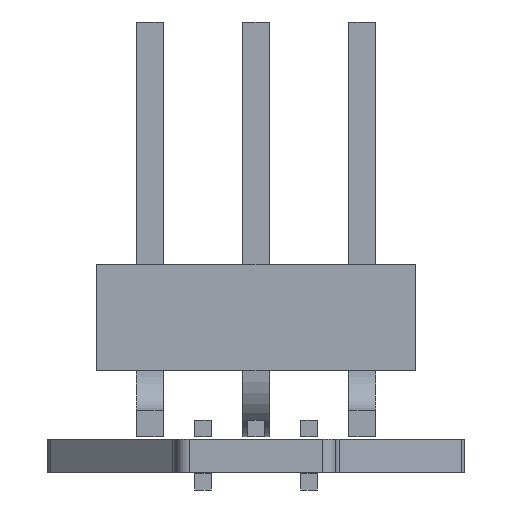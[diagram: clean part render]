
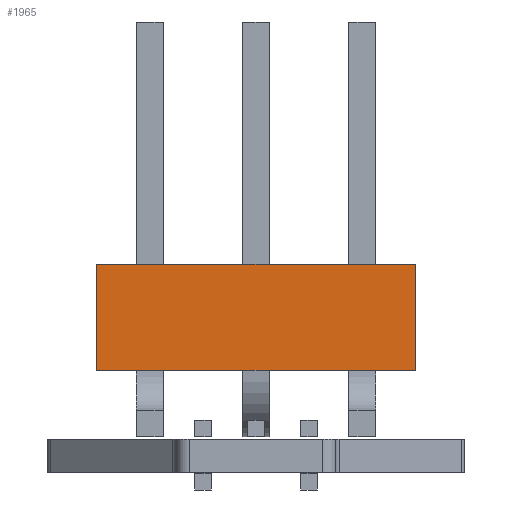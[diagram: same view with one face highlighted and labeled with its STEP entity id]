
A CAD part, front view. The second image highlights one B-rep face of the part: STEP entity #1965.
In plain terms, the highlighted planar face has unit normal (0, -1, 0).
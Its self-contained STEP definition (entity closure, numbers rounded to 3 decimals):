
#1749 = EDGE_CURVE('',#1750,#1752,#1754,.T.);
#1750 = VERTEX_POINT('',#1751);
#1751 = CARTESIAN_POINT('',(-3.81,-2.5,1.59));
#1752 = VERTEX_POINT('',#1753);
#1753 = CARTESIAN_POINT('',(-3.81,-2.5,4.13));
#1754 = SURFACE_CURVE('',#1755,(#1759,#1771),.PCURVE_S1.);
#1755 = LINE('',#1756,#1757);
#1756 = CARTESIAN_POINT('',(-3.81,-2.5,1.59));
#1757 = VECTOR('',#1758,1.);
#1758 = DIRECTION('',(0.,0.,1.));
#1759 = PCURVE('',#1760,#1765);
#1760 = PLANE('',#1761);
#1761 = AXIS2_PLACEMENT_3D('',#1762,#1763,#1764);
#1762 = CARTESIAN_POINT('',(-3.81,-2.5,1.59));
#1763 = DIRECTION('',(1.,0.,0.));
#1764 = DIRECTION('',(0.,0.,1.));
#1765 = DEFINITIONAL_REPRESENTATION('',(#1766),#1770);
#1766 = LINE('',#1767,#1768);
#1767 = CARTESIAN_POINT('',(0.,0.));
#1768 = VECTOR('',#1769,1.);
#1769 = DIRECTION('',(1.,0.));
#1770 = ( GEOMETRIC_REPRESENTATION_CONTEXT(2) 
PARAMETRIC_REPRESENTATION_CONTEXT() REPRESENTATION_CONTEXT('2D SPACE',''
  ) );
#1771 = PCURVE('',#1772,#1777);
#1772 = PLANE('',#1773);
#1773 = AXIS2_PLACEMENT_3D('',#1774,#1775,#1776);
#1774 = CARTESIAN_POINT('',(-3.81,-2.5,1.59));
#1775 = DIRECTION('',(0.,1.,0.));
#1776 = DIRECTION('',(0.,0.,1.));
#1777 = DEFINITIONAL_REPRESENTATION('',(#1778),#1782);
#1778 = LINE('',#1779,#1780);
#1779 = CARTESIAN_POINT('',(0.,0.));
#1780 = VECTOR('',#1781,1.);
#1781 = DIRECTION('',(1.,0.));
#1782 = ( GEOMETRIC_REPRESENTATION_CONTEXT(2) 
PARAMETRIC_REPRESENTATION_CONTEXT() REPRESENTATION_CONTEXT('2D SPACE',''
  ) );
#1800 = PLANE('',#1801);
#1801 = AXIS2_PLACEMENT_3D('',#1802,#1803,#1804);
#1802 = CARTESIAN_POINT('',(-3.81,-2.5,1.59));
#1803 = DIRECTION('',(0.,0.,1.));
#1804 = DIRECTION('',(1.,0.,0.));
#1854 = PLANE('',#1855);
#1855 = AXIS2_PLACEMENT_3D('',#1856,#1857,#1858);
#1856 = CARTESIAN_POINT('',(-3.81,-2.5,4.13));
#1857 = DIRECTION('',(0.,0.,1.));
#1858 = DIRECTION('',(1.,0.,0.));
#1869 = EDGE_CURVE('',#1870,#1872,#1874,.T.);
#1870 = VERTEX_POINT('',#1871);
#1871 = CARTESIAN_POINT('',(3.81,-2.5,1.59));
#1872 = VERTEX_POINT('',#1873);
#1873 = CARTESIAN_POINT('',(3.81,-2.5,4.13));
#1874 = SURFACE_CURVE('',#1875,(#1879,#1891),.PCURVE_S1.);
#1875 = LINE('',#1876,#1877);
#1876 = CARTESIAN_POINT('',(3.81,-2.5,1.59));
#1877 = VECTOR('',#1878,1.);
#1878 = DIRECTION('',(0.,0.,1.));
#1879 = PCURVE('',#1880,#1885);
#1880 = PLANE('',#1881);
#1881 = AXIS2_PLACEMENT_3D('',#1882,#1883,#1884);
#1882 = CARTESIAN_POINT('',(3.81,-2.5,1.59));
#1883 = DIRECTION('',(1.,0.,0.));
#1884 = DIRECTION('',(0.,0.,1.));
#1885 = DEFINITIONAL_REPRESENTATION('',(#1886),#1890);
#1886 = LINE('',#1887,#1888);
#1887 = CARTESIAN_POINT('',(0.,0.));
#1888 = VECTOR('',#1889,1.);
#1889 = DIRECTION('',(1.,0.));
#1890 = ( GEOMETRIC_REPRESENTATION_CONTEXT(2) 
PARAMETRIC_REPRESENTATION_CONTEXT() REPRESENTATION_CONTEXT('2D SPACE',''
  ) );
#1891 = PCURVE('',#1772,#1892);
#1892 = DEFINITIONAL_REPRESENTATION('',(#1893),#1897);
#1893 = LINE('',#1894,#1895);
#1894 = CARTESIAN_POINT('',(0.,7.62));
#1895 = VECTOR('',#1896,1.);
#1896 = DIRECTION('',(1.,0.));
#1897 = ( GEOMETRIC_REPRESENTATION_CONTEXT(2) 
PARAMETRIC_REPRESENTATION_CONTEXT() REPRESENTATION_CONTEXT('2D SPACE',''
  ) );
#1965 = ADVANCED_FACE('',(#1966),#1772,.F.);
#1966 = FACE_BOUND('',#1967,.F.);
#1967 = EDGE_LOOP('',(#1968,#1989,#1990,#2011));
#1968 = ORIENTED_EDGE('',*,*,#1969,.F.);
#1969 = EDGE_CURVE('',#1750,#1870,#1970,.T.);
#1970 = SURFACE_CURVE('',#1971,(#1975,#1982),.PCURVE_S1.);
#1971 = LINE('',#1972,#1973);
#1972 = CARTESIAN_POINT('',(-3.81,-2.5,1.59));
#1973 = VECTOR('',#1974,1.);
#1974 = DIRECTION('',(1.,0.,0.));
#1975 = PCURVE('',#1772,#1976);
#1976 = DEFINITIONAL_REPRESENTATION('',(#1977),#1981);
#1977 = LINE('',#1978,#1979);
#1978 = CARTESIAN_POINT('',(0.,0.));
#1979 = VECTOR('',#1980,1.);
#1980 = DIRECTION('',(0.,1.));
#1981 = ( GEOMETRIC_REPRESENTATION_CONTEXT(2) 
PARAMETRIC_REPRESENTATION_CONTEXT() REPRESENTATION_CONTEXT('2D SPACE',''
  ) );
#1982 = PCURVE('',#1800,#1983);
#1983 = DEFINITIONAL_REPRESENTATION('',(#1984),#1988);
#1984 = LINE('',#1985,#1986);
#1985 = CARTESIAN_POINT('',(0.,0.));
#1986 = VECTOR('',#1987,1.);
#1987 = DIRECTION('',(1.,0.));
#1988 = ( GEOMETRIC_REPRESENTATION_CONTEXT(2) 
PARAMETRIC_REPRESENTATION_CONTEXT() REPRESENTATION_CONTEXT('2D SPACE',''
  ) );
#1989 = ORIENTED_EDGE('',*,*,#1749,.T.);
#1990 = ORIENTED_EDGE('',*,*,#1991,.T.);
#1991 = EDGE_CURVE('',#1752,#1872,#1992,.T.);
#1992 = SURFACE_CURVE('',#1993,(#1997,#2004),.PCURVE_S1.);
#1993 = LINE('',#1994,#1995);
#1994 = CARTESIAN_POINT('',(-3.81,-2.5,4.13));
#1995 = VECTOR('',#1996,1.);
#1996 = DIRECTION('',(1.,0.,0.));
#1997 = PCURVE('',#1772,#1998);
#1998 = DEFINITIONAL_REPRESENTATION('',(#1999),#2003);
#1999 = LINE('',#2000,#2001);
#2000 = CARTESIAN_POINT('',(2.54,0.));
#2001 = VECTOR('',#2002,1.);
#2002 = DIRECTION('',(0.,1.));
#2003 = ( GEOMETRIC_REPRESENTATION_CONTEXT(2) 
PARAMETRIC_REPRESENTATION_CONTEXT() REPRESENTATION_CONTEXT('2D SPACE',''
  ) );
#2004 = PCURVE('',#1854,#2005);
#2005 = DEFINITIONAL_REPRESENTATION('',(#2006),#2010);
#2006 = LINE('',#2007,#2008);
#2007 = CARTESIAN_POINT('',(0.,0.));
#2008 = VECTOR('',#2009,1.);
#2009 = DIRECTION('',(1.,0.));
#2010 = ( GEOMETRIC_REPRESENTATION_CONTEXT(2) 
PARAMETRIC_REPRESENTATION_CONTEXT() REPRESENTATION_CONTEXT('2D SPACE',''
  ) );
#2011 = ORIENTED_EDGE('',*,*,#1869,.F.);
